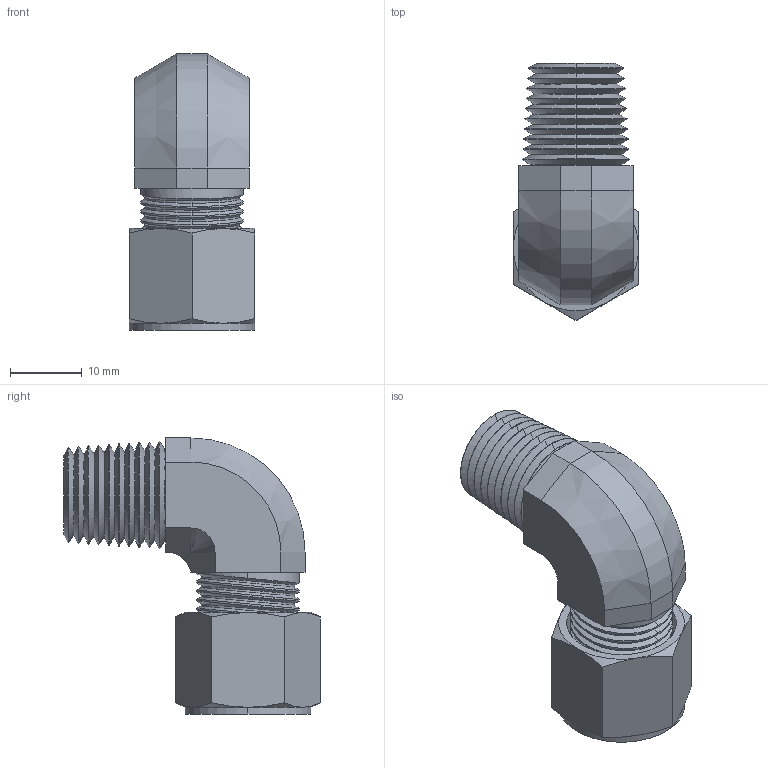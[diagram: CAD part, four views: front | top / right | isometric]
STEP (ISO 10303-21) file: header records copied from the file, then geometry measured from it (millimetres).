
FILE_DESCRIPTION (( 'STEP AP203' ), '1' );
FILE_NAME ('5182K156.step', '2004-05-18T20:33:29', ( 'McMaster' ), ( 'McMaster' ), 'SwSTEP 2.0', 'SolidWorks 2003314', '' );
FILE_SCHEMA (( 'CONFIG_CONTROL_DESIGN' ));
Length unit declared in the file: inch
Products named in the file (1): 5182K156
Bounding box: 17.46 x 35.74 x 38.42 mm (x, y, z)
Volume: 7234.6 mm3; surface area: 6600.9 mm2
Topology: 2 solids, 2 shells, 227 faces, 514 edges, 294 vertices
Faces by surface type: cone 143, cylinder 54, plane 28, torus 2
Entity records: 7843 total; most frequent: CARTESIAN_POINT 2839, DIRECTION 1034, ORIENTED_EDGE 1024, EDGE_CURVE 512, AXIS2_PLACEMENT_3D 405, VERTEX_POINT 294, EDGE_LOOP 236, FACE_OUTER_BOUND 227
